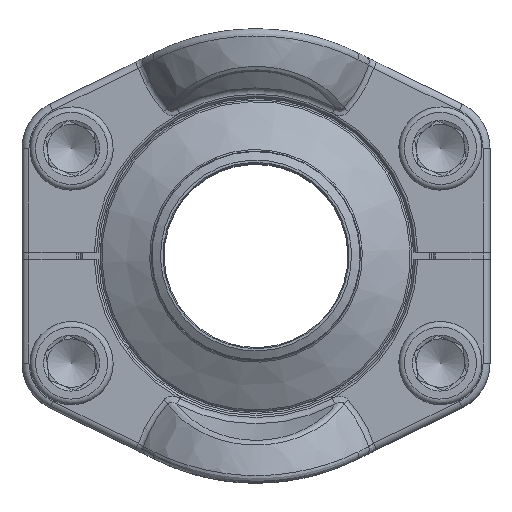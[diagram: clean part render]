
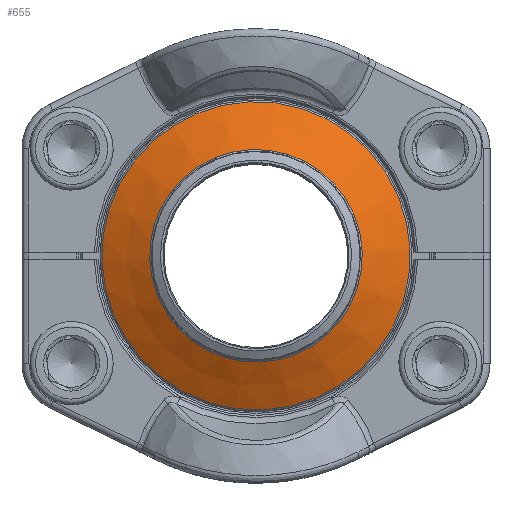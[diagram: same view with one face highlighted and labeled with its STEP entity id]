
A CAD part, top view. The second image highlights one B-rep face of the part: STEP entity #655.
In plain terms, the highlighted conical face has half-angle 61.688 degrees and reference radius 45 mm.
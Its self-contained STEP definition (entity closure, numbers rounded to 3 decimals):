
#336=CONICAL_SURFACE('',#3683,45.,61.688);
#655=ADVANCED_FACE('',(#1189,#1190),#336,.T.);
#1189=FACE_BOUND('',#1417,.T.);
#1190=FACE_BOUND('',#1418,.T.);
#1417=EDGE_LOOP('',(#1933));
#1418=EDGE_LOOP('',(#1934));
#1933=ORIENTED_EDGE('',*,*,#2981,.T.);
#1934=ORIENTED_EDGE('',*,*,#2982,.T.);
#2643=VERTEX_POINT('',#5815);
#2644=VERTEX_POINT('',#5817);
#2981=EDGE_CURVE('',#2643,#2643,#3365,.T.);
#2982=EDGE_CURVE('',#2644,#2644,#3366,.T.);
#3365=CIRCLE('',#3681,30.676);
#3366=CIRCLE('',#3682,44.474);
#3681=AXIS2_PLACEMENT_3D('',#5814,#4339,#4340);
#3682=AXIS2_PLACEMENT_3D('',#5816,#4341,#4342);
#3683=AXIS2_PLACEMENT_3D('',#5818,#4343,#4344);
#4339=DIRECTION('',(-1.,0.,0.));
#4340=DIRECTION('',(0.,0.,1.));
#4341=DIRECTION('',(1.,0.,0.));
#4342=DIRECTION('',(0.,0.,-1.));
#4343=DIRECTION('',(-1.,0.,0.));
#4344=DIRECTION('',(0.,0.,1.));
#5814=CARTESIAN_POINT('',(30.717,0.,0.));
#5815=CARTESIAN_POINT('',(30.717,0.,30.676));
#5816=CARTESIAN_POINT('',(23.283,0.,0.));
#5817=CARTESIAN_POINT('',(23.283,0.,-44.474));
#5818=CARTESIAN_POINT('',(23.,0.,0.));
